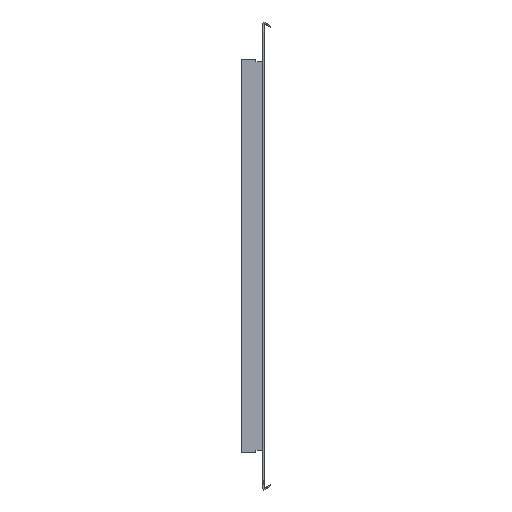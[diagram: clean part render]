
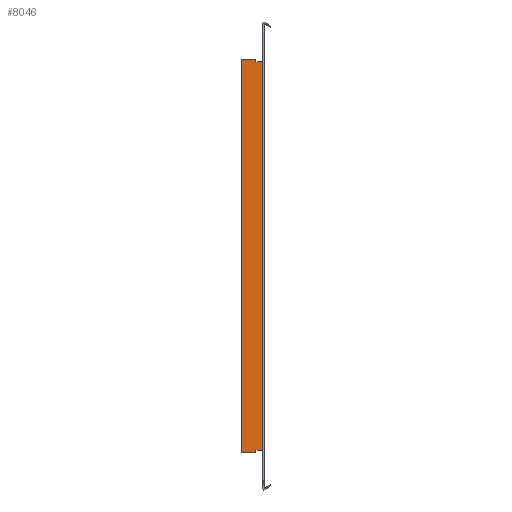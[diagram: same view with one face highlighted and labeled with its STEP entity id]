
A CAD part, left-side view. The second image highlights one B-rep face of the part: STEP entity #8046.
In plain terms, the highlighted planar face has unit normal (-1, 0, 0).
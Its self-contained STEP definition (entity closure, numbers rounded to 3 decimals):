
#81 = ORIENTED_EDGE ( 'NONE', *, *, #7252, .F. ) ;
#144 = CARTESIAN_POINT ( 'NONE',  ( 1.5, 21.5, 0. ) ) ;
#225 = EDGE_CURVE ( 'NONE', #3210, #1869, #2506, .T. ) ;
#268 = DIRECTION ( 'NONE',  ( 0., -1., 0. ) ) ;
#433 = VECTOR ( 'NONE', #470, 1000. ) ;
#448 = CARTESIAN_POINT ( 'NONE',  ( 1.5, 21.5, 206.25 ) ) ;
#470 = DIRECTION ( 'NONE',  ( 0., 1., 0. ) ) ;
#510 = EDGE_LOOP ( 'NONE', ( #5386, #2543, #1916, #912, #81, #9036, #5530, #7404, #6948, #7698, #774, #2904, #6375, #5712 ) ) ;
#639 = VECTOR ( 'NONE', #8149, 1000. ) ;
#774 = ORIENTED_EDGE ( 'NONE', *, *, #918, .T. ) ;
#844 = VERTEX_POINT ( 'NONE', #8739 ) ;
#895 = DIRECTION ( 'NONE',  ( 0., 0., 1. ) ) ;
#912 = ORIENTED_EDGE ( 'NONE', *, *, #1803, .F. ) ;
#918 = EDGE_CURVE ( 'NONE', #4448, #3191, #3956, .T. ) ;
#965 = DIRECTION ( 'NONE',  ( 0., 0., -1. ) ) ;
#1358 = CARTESIAN_POINT ( 'NONE',  ( 1.5, 0., -209.25 ) ) ;
#1527 = CARTESIAN_POINT ( 'NONE',  ( 1.5, 5.75, 206.25 ) ) ;
#1530 = VERTEX_POINT ( 'NONE', #2922 ) ;
#1578 = PLANE ( 'NONE',  #3288 ) ;
#1613 = VERTEX_POINT ( 'NONE', #5227 ) ;
#1656 = VECTOR ( 'NONE', #3008, 1000. ) ;
#1684 = EDGE_CURVE ( 'NONE', #4992, #1613, #7439, .T. ) ;
#1754 = DIRECTION ( 'NONE',  ( 0., -1., 0. ) ) ;
#1793 = EDGE_CURVE ( 'NONE', #3210, #2119, #4798, .T. ) ;
#1799 = LINE ( 'NONE', #7547, #2962 ) ;
#1803 = EDGE_CURVE ( 'NONE', #4865, #1530, #4747, .T. ) ;
#1816 = VERTEX_POINT ( 'NONE', #6870 ) ;
#1869 = VERTEX_POINT ( 'NONE', #1891 ) ;
#1891 = CARTESIAN_POINT ( 'NONE',  ( 1.5, 5.75, -206.25 ) ) ;
#1901 = EDGE_CURVE ( 'NONE', #844, #1869, #4704, .T. ) ;
#1916 = ORIENTED_EDGE ( 'NONE', *, *, #7284, .F. ) ;
#1956 = VECTOR ( 'NONE', #895, 1000. ) ;
#2073 = LINE ( 'NONE', #1358, #433 ) ;
#2119 = VERTEX_POINT ( 'NONE', #2246 ) ;
#2246 = CARTESIAN_POINT ( 'NONE',  ( 1.5, 5.75, -209.25 ) ) ;
#2506 = LINE ( 'NONE', #5874, #1656 ) ;
#2543 = ORIENTED_EDGE ( 'NONE', *, *, #2675, .T. ) ;
#2600 = VECTOR ( 'NONE', #6111, 1000. ) ;
#2675 = EDGE_CURVE ( 'NONE', #844, #1816, #8681, .T. ) ;
#2746 = LINE ( 'NONE', #5613, #7008 ) ;
#2845 = VECTOR ( 'NONE', #4489, 1000. ) ;
#2904 = ORIENTED_EDGE ( 'NONE', *, *, #7876, .F. ) ;
#2922 = CARTESIAN_POINT ( 'NONE',  ( 1.5, -1.5, 206.25 ) ) ;
#2962 = VECTOR ( 'NONE', #1754, 1000. ) ;
#3008 = DIRECTION ( 'NONE',  ( 0., 0., 1. ) ) ;
#3033 = VECTOR ( 'NONE', #5504, 1000. ) ;
#3164 = VERTEX_POINT ( 'NONE', #6551 ) ;
#3191 = VERTEX_POINT ( 'NONE', #4638 ) ;
#3210 = VERTEX_POINT ( 'NONE', #9113 ) ;
#3217 = DIRECTION ( 'NONE',  ( 0., 0., 1. ) ) ;
#3288 = AXIS2_PLACEMENT_3D ( 'NONE', #6660, #3697, #268 ) ;
#3304 = CARTESIAN_POINT ( 'NONE',  ( 1.5, -1.5, 0. ) ) ;
#3480 = VECTOR ( 'NONE', #965, 1000. ) ;
#3652 = VECTOR ( 'NONE', #5084, 1000. ) ;
#3697 = DIRECTION ( 'NONE',  ( -1., 0., 0. ) ) ;
#3824 = DIRECTION ( 'NONE',  ( 0., 0., -1. ) ) ;
#3861 = VECTOR ( 'NONE', #3217, 1000. ) ;
#3956 = LINE ( 'NONE', #6765, #3480 ) ;
#3957 = CARTESIAN_POINT ( 'NONE',  ( 1.5, -0.5, 206.25 ) ) ;
#4344 = CARTESIAN_POINT ( 'NONE',  ( 1.5, 21.5, -206.75 ) ) ;
#4369 = VERTEX_POINT ( 'NONE', #6892 ) ;
#4372 = EDGE_CURVE ( 'NONE', #4448, #4992, #4766, .T. ) ;
#4448 = VERTEX_POINT ( 'NONE', #4344 ) ;
#4489 = DIRECTION ( 'NONE',  ( 0., -1., 0. ) ) ;
#4534 = CARTESIAN_POINT ( 'NONE',  ( 1.5, 0., 209.25 ) ) ;
#4638 = CARTESIAN_POINT ( 'NONE',  ( 1.5, 21.5, -209.25 ) ) ;
#4704 = LINE ( 'NONE', #4842, #5738 ) ;
#4747 = LINE ( 'NONE', #8401, #2600 ) ;
#4766 = LINE ( 'NONE', #448, #3861 ) ;
#4798 = LINE ( 'NONE', #6202, #3033 ) ;
#4842 = CARTESIAN_POINT ( 'NONE',  ( 1.5, 21.5, -206.25 ) ) ;
#4865 = VERTEX_POINT ( 'NONE', #3957 ) ;
#4992 = VERTEX_POINT ( 'NONE', #9205 ) ;
#5084 = DIRECTION ( 'NONE',  ( 0., -1., 0. ) ) ;
#5146 = FACE_OUTER_BOUND ( 'NONE', #510, .T. ) ;
#5166 = CARTESIAN_POINT ( 'NONE',  ( 1.5, 5.75, 206.75 ) ) ;
#5227 = CARTESIAN_POINT ( 'NONE',  ( 1.5, 21.5, 209.25 ) ) ;
#5264 = EDGE_CURVE ( 'NONE', #3164, #6729, #2746, .T. ) ;
#5386 = ORIENTED_EDGE ( 'NONE', *, *, #1901, .F. ) ;
#5504 = DIRECTION ( 'NONE',  ( 0., 0., -1. ) ) ;
#5530 = ORIENTED_EDGE ( 'NONE', *, *, #8552, .T. ) ;
#5613 = CARTESIAN_POINT ( 'NONE',  ( 1.5, 5.75, 206.75 ) ) ;
#5712 = ORIENTED_EDGE ( 'NONE', *, *, #225, .T. ) ;
#5738 = VECTOR ( 'NONE', #6301, 1000. ) ;
#5874 = CARTESIAN_POINT ( 'NONE',  ( 1.5, 5.75, -206.75 ) ) ;
#6111 = DIRECTION ( 'NONE',  ( 0., -1., 0. ) ) ;
#6202 = CARTESIAN_POINT ( 'NONE',  ( 1.5, 5.75, 0. ) ) ;
#6301 = DIRECTION ( 'NONE',  ( 0., 1., 0. ) ) ;
#6375 = ORIENTED_EDGE ( 'NONE', *, *, #1793, .F. ) ;
#6551 = CARTESIAN_POINT ( 'NONE',  ( 1.5, 5.75, 206.75 ) ) ;
#6592 = LINE ( 'NONE', #4534, #2845 ) ;
#6660 = CARTESIAN_POINT ( 'NONE',  ( 1.5, 0., 0. ) ) ;
#6729 = VERTEX_POINT ( 'NONE', #1527 ) ;
#6765 = CARTESIAN_POINT ( 'NONE',  ( 1.5, 21.5, -206.75 ) ) ;
#6870 = CARTESIAN_POINT ( 'NONE',  ( 1.5, -1.5, -206.25 ) ) ;
#6892 = CARTESIAN_POINT ( 'NONE',  ( 1.5, 5.75, 209.25 ) ) ;
#6948 = ORIENTED_EDGE ( 'NONE', *, *, #1684, .F. ) ;
#7008 = VECTOR ( 'NONE', #8459, 1000. ) ;
#7205 = LINE ( 'NONE', #5166, #1956 ) ;
#7252 = EDGE_CURVE ( 'NONE', #6729, #4865, #1799, .T. ) ;
#7284 = EDGE_CURVE ( 'NONE', #1530, #1816, #9007, .T. ) ;
#7334 = VECTOR ( 'NONE', #3824, 1000. ) ;
#7356 = CARTESIAN_POINT ( 'NONE',  ( 1.5, -0.5, -206.25 ) ) ;
#7404 = ORIENTED_EDGE ( 'NONE', *, *, #8197, .F. ) ;
#7439 = LINE ( 'NONE', #144, #639 ) ;
#7547 = CARTESIAN_POINT ( 'NONE',  ( 1.5, -1.5, 206.25 ) ) ;
#7698 = ORIENTED_EDGE ( 'NONE', *, *, #4372, .F. ) ;
#7876 = EDGE_CURVE ( 'NONE', #2119, #3191, #2073, .T. ) ;
#8046 = ADVANCED_FACE ( 'NONE', ( #5146 ), #1578, .T. ) ;
#8149 = DIRECTION ( 'NONE',  ( 0., 0., 1. ) ) ;
#8197 = EDGE_CURVE ( 'NONE', #1613, #4369, #6592, .T. ) ;
#8401 = CARTESIAN_POINT ( 'NONE',  ( 1.5, 0., 206.25 ) ) ;
#8459 = DIRECTION ( 'NONE',  ( 0., 0., -1. ) ) ;
#8552 = EDGE_CURVE ( 'NONE', #3164, #4369, #7205, .T. ) ;
#8681 = LINE ( 'NONE', #7356, #3652 ) ;
#8739 = CARTESIAN_POINT ( 'NONE',  ( 1.5, -0.5, -206.25 ) ) ;
#9007 = LINE ( 'NONE', #3304, #7334 ) ;
#9036 = ORIENTED_EDGE ( 'NONE', *, *, #5264, .F. ) ;
#9113 = CARTESIAN_POINT ( 'NONE',  ( 1.5, 5.75, -206.75 ) ) ;
#9205 = CARTESIAN_POINT ( 'NONE',  ( 1.5, 21.5, 206.75 ) ) ;
